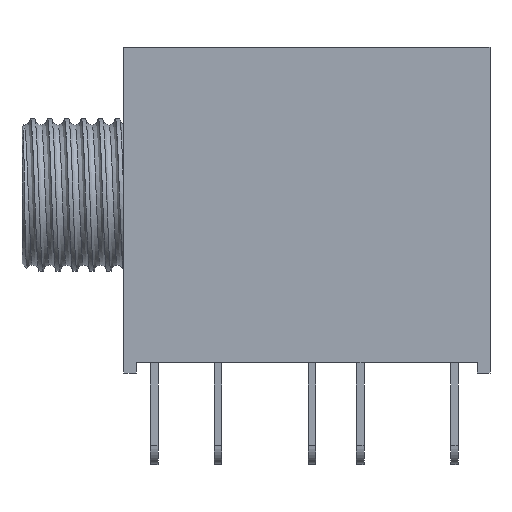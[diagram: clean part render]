
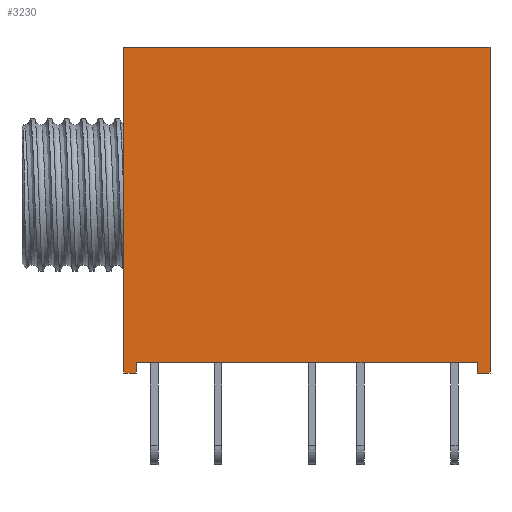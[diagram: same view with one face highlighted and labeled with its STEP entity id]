
A CAD part, front view. The second image highlights one B-rep face of the part: STEP entity #3230.
In plain terms, the highlighted planar face has unit normal (0, -1, 0).
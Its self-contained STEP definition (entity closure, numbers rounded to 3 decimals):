
#1928 = VERTEX_POINT('',#1929);
#1929 = CARTESIAN_POINT('',(-7.1,-4.95,
    0.1));
#1935 = EDGE_CURVE('',#1936,#1928,#1938,.T.);
#1936 = VERTEX_POINT('',#1937);
#1937 = CARTESIAN_POINT('',(-7.1,-4.95,
    12.9));
#1938 = LINE('',#1939,#1940);
#1939 = CARTESIAN_POINT('',(-7.1,-4.95,
    12.9));
#1940 = VECTOR('',#1941,1.);
#1941 = DIRECTION('',(0.,0.,-1.));
#3061 = EDGE_CURVE('',#3062,#3064,#3066,.T.);
#3062 = VERTEX_POINT('',#3063);
#3063 = CARTESIAN_POINT('',(6.8,-4.95,
    0.5));
#3064 = VERTEX_POINT('',#3065);
#3065 = CARTESIAN_POINT('',(-6.6,-4.95,
    0.5));
#3066 = LINE('',#3067,#3068);
#3067 = CARTESIAN_POINT('',(-6.6,-4.95,
    0.5));
#3068 = VECTOR('',#3069,1.);
#3069 = DIRECTION('',(-1.,0.,0.));
#3212 = VERTEX_POINT('',#3213);
#3213 = CARTESIAN_POINT('',(-6.6,-4.95,
    0.1));
#3219 = EDGE_CURVE('',#1928,#3212,#3220,.T.);
#3220 = LINE('',#3221,#3222);
#3221 = CARTESIAN_POINT('',(7.3,-4.95,
    0.1));
#3222 = VECTOR('',#3223,1.);
#3223 = DIRECTION('',(1.,0.,0.));
#3230 = ADVANCED_FACE('',(#3231),#3272,.F.);
#3231 = FACE_BOUND('',#3232,.T.);
#3232 = EDGE_LOOP('',(#3233,#3234,#3240,#3241,#3249,#3257,#3265,#3271));
#3233 = ORIENTED_EDGE('',*,*,#3219,.T.);
#3234 = ORIENTED_EDGE('',*,*,#3235,.F.);
#3235 = EDGE_CURVE('',#3064,#3212,#3236,.T.);
#3236 = LINE('',#3237,#3238);
#3237 = CARTESIAN_POINT('',(-6.6,-4.95,
    0.5));
#3238 = VECTOR('',#3239,1.);
#3239 = DIRECTION('',(0.,-0.,-1.));
#3240 = ORIENTED_EDGE('',*,*,#3061,.F.);
#3241 = ORIENTED_EDGE('',*,*,#3242,.F.);
#3242 = EDGE_CURVE('',#3243,#3062,#3245,.T.);
#3243 = VERTEX_POINT('',#3244);
#3244 = CARTESIAN_POINT('',(6.8,-4.95,
    0.1));
#3245 = LINE('',#3246,#3247);
#3246 = CARTESIAN_POINT('',(6.8,-4.95,
    0.5));
#3247 = VECTOR('',#3248,1.);
#3248 = DIRECTION('',(0.,0.,1.));
#3249 = ORIENTED_EDGE('',*,*,#3250,.T.);
#3250 = EDGE_CURVE('',#3243,#3251,#3253,.T.);
#3251 = VERTEX_POINT('',#3252);
#3252 = CARTESIAN_POINT('',(7.3,-4.95,
    0.1));
#3253 = LINE('',#3254,#3255);
#3254 = CARTESIAN_POINT('',(7.3,-4.95,
    0.1));
#3255 = VECTOR('',#3256,1.);
#3256 = DIRECTION('',(1.,0.,0.));
#3257 = ORIENTED_EDGE('',*,*,#3258,.F.);
#3258 = EDGE_CURVE('',#3259,#3251,#3261,.T.);
#3259 = VERTEX_POINT('',#3260);
#3260 = CARTESIAN_POINT('',(7.3,-4.95,
    12.9));
#3261 = LINE('',#3262,#3263);
#3262 = CARTESIAN_POINT('',(7.3,-4.95,
    12.9));
#3263 = VECTOR('',#3264,1.);
#3264 = DIRECTION('',(0.,0.,-1.));
#3265 = ORIENTED_EDGE('',*,*,#3266,.F.);
#3266 = EDGE_CURVE('',#1936,#3259,#3267,.T.);
#3267 = LINE('',#3268,#3269);
#3268 = CARTESIAN_POINT('',(7.3,-4.95,
    12.9));
#3269 = VECTOR('',#3270,1.);
#3270 = DIRECTION('',(1.,0.,0.));
#3271 = ORIENTED_EDGE('',*,*,#1935,.T.);
#3272 = PLANE('',#3273);
#3273 = AXIS2_PLACEMENT_3D('',#3274,#3275,#3276);
#3274 = CARTESIAN_POINT('',(7.3,-4.95,
    12.9));
#3275 = DIRECTION('',(0.,1.,0.));
#3276 = DIRECTION('',(-1.,0.,0.));
